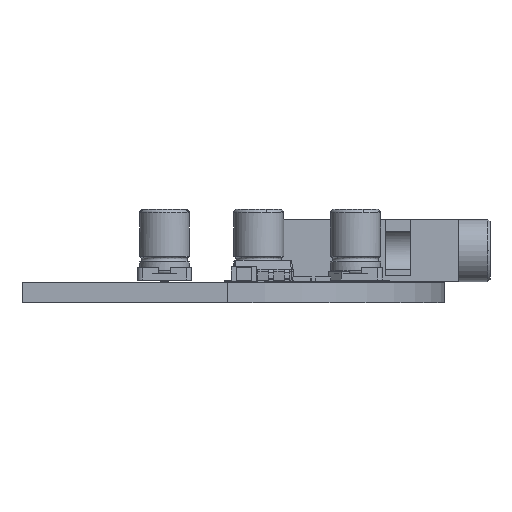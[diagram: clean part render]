
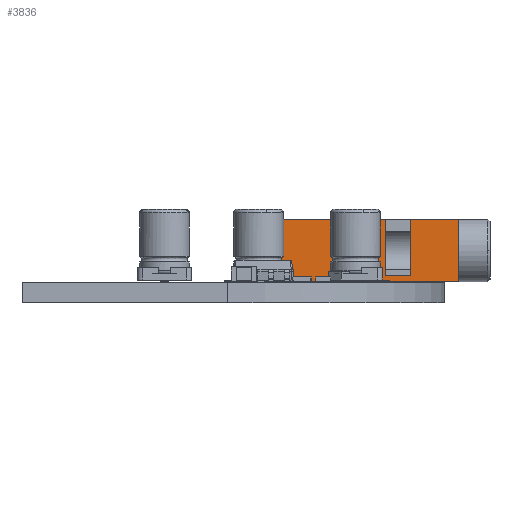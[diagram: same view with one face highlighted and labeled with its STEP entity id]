
A CAD part, left-side view. The second image highlights one B-rep face of the part: STEP entity #3836.
In plain terms, the highlighted face is planar.
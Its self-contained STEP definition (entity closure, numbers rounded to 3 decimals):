
#369 = PLANE('',#370);
#370 = AXIS2_PLACEMENT_3D('',#371,#372,#373);
#371 = CARTESIAN_POINT('',(0.,0.,3.));
#372 = DIRECTION('',(0.,1.,0.));
#373 = DIRECTION('',(0.,0.,1.));
#828 = PLANE('',#829);
#829 = AXIS2_PLACEMENT_3D('',#830,#831,#832);
#830 = CARTESIAN_POINT('',(5.85,0.5,-3.));
#831 = DIRECTION('',(1.,0.,0.));
#832 = DIRECTION('',(0.,0.,-1.));
#887 = PLANE('',#888);
#888 = AXIS2_PLACEMENT_3D('',#889,#890,#891);
#889 = CARTESIAN_POINT('',(3.85,0.5,-3.));
#890 = DIRECTION('',(-1.,0.,0.));
#891 = DIRECTION('',(0.,-1.,0.));
#1127 = PLANE('',#1128);
#1128 = AXIS2_PLACEMENT_3D('',#1129,#1130,#1131);
#1129 = CARTESIAN_POINT('',(0.,5.,3.));
#1130 = DIRECTION('',(1.,0.,0.));
#1131 = DIRECTION('',(0.,0.,-1.));
#1785 = PLANE('',#1786);
#1786 = AXIS2_PLACEMENT_3D('',#1787,#1788,#1789);
#1787 = CARTESIAN_POINT('',(14.5,5.,3.));
#1788 = DIRECTION('',(0.,-1.,0.));
#1789 = DIRECTION('',(1.,0.,0.));
#2159 = PLANE('',#2160);
#2160 = AXIS2_PLACEMENT_3D('',#2161,#2162,#2163);
#2161 = CARTESIAN_POINT('',(14.5,0.,3.));
#2162 = DIRECTION('',(-1.,0.,0.));
#2163 = DIRECTION('',(0.,0.,1.));
#3110 = VERTEX_POINT('',#3111);
#3111 = CARTESIAN_POINT('',(14.5,0.,-3.));
#3132 = EDGE_CURVE('',#3133,#3110,#3135,.T.);
#3133 = VERTEX_POINT('',#3134);
#3134 = CARTESIAN_POINT('',(0.,0.,-3.));
#3135 = SURFACE_CURVE('',#3136,(#3140,#3147),.PCURVE_S1.);
#3136 = LINE('',#3137,#3138);
#3137 = CARTESIAN_POINT('',(0.,0.,-3.));
#3138 = VECTOR('',#3139,1.);
#3139 = DIRECTION('',(1.,0.,0.));
#3140 = PCURVE('',#369,#3141);
#3141 = DEFINITIONAL_REPRESENTATION('',(#3142),#3146);
#3142 = LINE('',#3143,#3144);
#3143 = CARTESIAN_POINT('',(-6.,0.));
#3144 = VECTOR('',#3145,1.);
#3145 = DIRECTION('',(0.,1.));
#3146 = ( GEOMETRIC_REPRESENTATION_CONTEXT(2) 
PARAMETRIC_REPRESENTATION_CONTEXT() REPRESENTATION_CONTEXT('2D SPACE',''
  ) );
#3147 = PCURVE('',#3148,#3153);
#3148 = PLANE('',#3149);
#3149 = AXIS2_PLACEMENT_3D('',#3150,#3151,#3152);
#3150 = CARTESIAN_POINT('',(14.5,0.,-3.));
#3151 = DIRECTION('',(0.,0.,1.));
#3152 = DIRECTION('',(1.,0.,0.));
#3153 = DEFINITIONAL_REPRESENTATION('',(#3154),#3158);
#3154 = LINE('',#3155,#3156);
#3155 = CARTESIAN_POINT('',(-14.5,0.));
#3156 = VECTOR('',#3157,1.);
#3157 = DIRECTION('',(1.,0.));
#3158 = ( GEOMETRIC_REPRESENTATION_CONTEXT(2) 
PARAMETRIC_REPRESENTATION_CONTEXT() REPRESENTATION_CONTEXT('2D SPACE',''
  ) );
#3458 = EDGE_CURVE('',#3459,#3133,#3461,.T.);
#3459 = VERTEX_POINT('',#3460);
#3460 = CARTESIAN_POINT('',(0.,5.,-3.));
#3461 = SURFACE_CURVE('',#3462,(#3466,#3473),.PCURVE_S1.);
#3462 = LINE('',#3463,#3464);
#3463 = CARTESIAN_POINT('',(0.,5.,-3.));
#3464 = VECTOR('',#3465,1.);
#3465 = DIRECTION('',(0.,-1.,0.));
#3466 = PCURVE('',#1127,#3467);
#3467 = DEFINITIONAL_REPRESENTATION('',(#3468),#3472);
#3468 = LINE('',#3469,#3470);
#3469 = CARTESIAN_POINT('',(6.,0.));
#3470 = VECTOR('',#3471,1.);
#3471 = DIRECTION('',(0.,-1.));
#3472 = ( GEOMETRIC_REPRESENTATION_CONTEXT(2) 
PARAMETRIC_REPRESENTATION_CONTEXT() REPRESENTATION_CONTEXT('2D SPACE',''
  ) );
#3473 = PCURVE('',#3148,#3474);
#3474 = DEFINITIONAL_REPRESENTATION('',(#3475),#3479);
#3475 = LINE('',#3476,#3477);
#3476 = CARTESIAN_POINT('',(-14.5,5.));
#3477 = VECTOR('',#3478,1.);
#3478 = DIRECTION('',(0.,-1.));
#3479 = ( GEOMETRIC_REPRESENTATION_CONTEXT(2) 
PARAMETRIC_REPRESENTATION_CONTEXT() REPRESENTATION_CONTEXT('2D SPACE',''
  ) );
#3642 = VERTEX_POINT('',#3643);
#3643 = CARTESIAN_POINT('',(14.5,5.,-3.));
#3664 = EDGE_CURVE('',#3110,#3642,#3665,.T.);
#3665 = SURFACE_CURVE('',#3666,(#3670,#3677),.PCURVE_S1.);
#3666 = LINE('',#3667,#3668);
#3667 = CARTESIAN_POINT('',(14.5,0.,-3.));
#3668 = VECTOR('',#3669,1.);
#3669 = DIRECTION('',(0.,1.,0.));
#3670 = PCURVE('',#2159,#3671);
#3671 = DEFINITIONAL_REPRESENTATION('',(#3672),#3676);
#3672 = LINE('',#3673,#3674);
#3673 = CARTESIAN_POINT('',(-6.,0.));
#3674 = VECTOR('',#3675,1.);
#3675 = DIRECTION('',(0.,1.));
#3676 = ( GEOMETRIC_REPRESENTATION_CONTEXT(2) 
PARAMETRIC_REPRESENTATION_CONTEXT() REPRESENTATION_CONTEXT('2D SPACE',''
  ) );
#3677 = PCURVE('',#3148,#3678);
#3678 = DEFINITIONAL_REPRESENTATION('',(#3679),#3683);
#3679 = LINE('',#3680,#3681);
#3680 = CARTESIAN_POINT('',(0.,0.));
#3681 = VECTOR('',#3682,1.);
#3682 = DIRECTION('',(0.,1.));
#3683 = ( GEOMETRIC_REPRESENTATION_CONTEXT(2) 
PARAMETRIC_REPRESENTATION_CONTEXT() REPRESENTATION_CONTEXT('2D SPACE',''
  ) );
#3692 = VERTEX_POINT('',#3693);
#3693 = CARTESIAN_POINT('',(5.85,5.,-3.));
#3714 = EDGE_CURVE('',#3642,#3692,#3715,.T.);
#3715 = SURFACE_CURVE('',#3716,(#3720,#3727),.PCURVE_S1.);
#3716 = LINE('',#3717,#3718);
#3717 = CARTESIAN_POINT('',(14.5,5.,-3.));
#3718 = VECTOR('',#3719,1.);
#3719 = DIRECTION('',(-1.,0.,0.));
#3720 = PCURVE('',#1785,#3721);
#3721 = DEFINITIONAL_REPRESENTATION('',(#3722),#3726);
#3722 = LINE('',#3723,#3724);
#3723 = CARTESIAN_POINT('',(0.,-6.));
#3724 = VECTOR('',#3725,1.);
#3725 = DIRECTION('',(-1.,0.));
#3726 = ( GEOMETRIC_REPRESENTATION_CONTEXT(2) 
PARAMETRIC_REPRESENTATION_CONTEXT() REPRESENTATION_CONTEXT('2D SPACE',''
  ) );
#3727 = PCURVE('',#3148,#3728);
#3728 = DEFINITIONAL_REPRESENTATION('',(#3729),#3733);
#3729 = LINE('',#3730,#3731);
#3730 = CARTESIAN_POINT('',(0.,5.));
#3731 = VECTOR('',#3732,1.);
#3732 = DIRECTION('',(-1.,0.));
#3733 = ( GEOMETRIC_REPRESENTATION_CONTEXT(2) 
PARAMETRIC_REPRESENTATION_CONTEXT() REPRESENTATION_CONTEXT('2D SPACE',''
  ) );
#3763 = EDGE_CURVE('',#3764,#3459,#3766,.T.);
#3764 = VERTEX_POINT('',#3765);
#3765 = CARTESIAN_POINT('',(3.85,5.,-3.));
#3766 = SURFACE_CURVE('',#3767,(#3771,#3778),.PCURVE_S1.);
#3767 = LINE('',#3768,#3769);
#3768 = CARTESIAN_POINT('',(14.5,5.,-3.));
#3769 = VECTOR('',#3770,1.);
#3770 = DIRECTION('',(-1.,0.,0.));
#3771 = PCURVE('',#1785,#3772);
#3772 = DEFINITIONAL_REPRESENTATION('',(#3773),#3777);
#3773 = LINE('',#3774,#3775);
#3774 = CARTESIAN_POINT('',(0.,-6.));
#3775 = VECTOR('',#3776,1.);
#3776 = DIRECTION('',(-1.,0.));
#3777 = ( GEOMETRIC_REPRESENTATION_CONTEXT(2) 
PARAMETRIC_REPRESENTATION_CONTEXT() REPRESENTATION_CONTEXT('2D SPACE',''
  ) );
#3778 = PCURVE('',#3148,#3779);
#3779 = DEFINITIONAL_REPRESENTATION('',(#3780),#3784);
#3780 = LINE('',#3781,#3782);
#3781 = CARTESIAN_POINT('',(0.,5.));
#3782 = VECTOR('',#3783,1.);
#3783 = DIRECTION('',(-1.,0.));
#3784 = ( GEOMETRIC_REPRESENTATION_CONTEXT(2) 
PARAMETRIC_REPRESENTATION_CONTEXT() REPRESENTATION_CONTEXT('2D SPACE',''
  ) );
#3836 = ADVANCED_FACE('',(#3837),#3148,.F.);
#3837 = FACE_BOUND('',#3838,.F.);
#3838 = EDGE_LOOP('',(#3839,#3840,#3841,#3842,#3843,#3866,#3894,#3915));
#3839 = ORIENTED_EDGE('',*,*,#3458,.T.);
#3840 = ORIENTED_EDGE('',*,*,#3132,.T.);
#3841 = ORIENTED_EDGE('',*,*,#3664,.T.);
#3842 = ORIENTED_EDGE('',*,*,#3714,.T.);
#3843 = ORIENTED_EDGE('',*,*,#3844,.F.);
#3844 = EDGE_CURVE('',#3845,#3692,#3847,.T.);
#3845 = VERTEX_POINT('',#3846);
#3846 = CARTESIAN_POINT('',(5.85,0.5,-3.));
#3847 = SURFACE_CURVE('',#3848,(#3852,#3859),.PCURVE_S1.);
#3848 = LINE('',#3849,#3850);
#3849 = CARTESIAN_POINT('',(5.85,0.5,-3.));
#3850 = VECTOR('',#3851,1.);
#3851 = DIRECTION('',(0.,1.,0.));
#3852 = PCURVE('',#3148,#3853);
#3853 = DEFINITIONAL_REPRESENTATION('',(#3854),#3858);
#3854 = LINE('',#3855,#3856);
#3855 = CARTESIAN_POINT('',(-8.65,0.5));
#3856 = VECTOR('',#3857,1.);
#3857 = DIRECTION('',(0.,1.));
#3858 = ( GEOMETRIC_REPRESENTATION_CONTEXT(2) 
PARAMETRIC_REPRESENTATION_CONTEXT() REPRESENTATION_CONTEXT('2D SPACE',''
  ) );
#3859 = PCURVE('',#828,#3860);
#3860 = DEFINITIONAL_REPRESENTATION('',(#3861),#3865);
#3861 = LINE('',#3862,#3863);
#3862 = CARTESIAN_POINT('',(0.,0.));
#3863 = VECTOR('',#3864,1.);
#3864 = DIRECTION('',(0.,1.));
#3865 = ( GEOMETRIC_REPRESENTATION_CONTEXT(2) 
PARAMETRIC_REPRESENTATION_CONTEXT() REPRESENTATION_CONTEXT('2D SPACE',''
  ) );
#3866 = ORIENTED_EDGE('',*,*,#3867,.T.);
#3867 = EDGE_CURVE('',#3845,#3868,#3870,.T.);
#3868 = VERTEX_POINT('',#3869);
#3869 = CARTESIAN_POINT('',(3.85,0.5,-3.));
#3870 = SURFACE_CURVE('',#3871,(#3875,#3882),.PCURVE_S1.);
#3871 = LINE('',#3872,#3873);
#3872 = CARTESIAN_POINT('',(3.85,0.5,-3.));
#3873 = VECTOR('',#3874,1.);
#3874 = DIRECTION('',(-1.,0.,0.));
#3875 = PCURVE('',#3148,#3876);
#3876 = DEFINITIONAL_REPRESENTATION('',(#3877),#3881);
#3877 = LINE('',#3878,#3879);
#3878 = CARTESIAN_POINT('',(-10.65,0.5));
#3879 = VECTOR('',#3880,1.);
#3880 = DIRECTION('',(-1.,0.));
#3881 = ( GEOMETRIC_REPRESENTATION_CONTEXT(2) 
PARAMETRIC_REPRESENTATION_CONTEXT() REPRESENTATION_CONTEXT('2D SPACE',''
  ) );
#3882 = PCURVE('',#3883,#3888);
#3883 = PLANE('',#3884);
#3884 = AXIS2_PLACEMENT_3D('',#3885,#3886,#3887);
#3885 = CARTESIAN_POINT('',(3.85,0.5,-1.));
#3886 = DIRECTION('',(0.,1.,0.));
#3887 = DIRECTION('',(-1.,0.,0.));
#3888 = DEFINITIONAL_REPRESENTATION('',(#3889),#3893);
#3889 = LINE('',#3890,#3891);
#3890 = CARTESIAN_POINT('',(0.,-2.));
#3891 = VECTOR('',#3892,1.);
#3892 = DIRECTION('',(1.,0.));
#3893 = ( GEOMETRIC_REPRESENTATION_CONTEXT(2) 
PARAMETRIC_REPRESENTATION_CONTEXT() REPRESENTATION_CONTEXT('2D SPACE',''
  ) );
#3894 = ORIENTED_EDGE('',*,*,#3895,.T.);
#3895 = EDGE_CURVE('',#3868,#3764,#3896,.T.);
#3896 = SURFACE_CURVE('',#3897,(#3901,#3908),.PCURVE_S1.);
#3897 = LINE('',#3898,#3899);
#3898 = CARTESIAN_POINT('',(3.85,0.5,-3.));
#3899 = VECTOR('',#3900,1.);
#3900 = DIRECTION('',(0.,1.,0.));
#3901 = PCURVE('',#3148,#3902);
#3902 = DEFINITIONAL_REPRESENTATION('',(#3903),#3907);
#3903 = LINE('',#3904,#3905);
#3904 = CARTESIAN_POINT('',(-10.65,0.5));
#3905 = VECTOR('',#3906,1.);
#3906 = DIRECTION('',(0.,1.));
#3907 = ( GEOMETRIC_REPRESENTATION_CONTEXT(2) 
PARAMETRIC_REPRESENTATION_CONTEXT() REPRESENTATION_CONTEXT('2D SPACE',''
  ) );
#3908 = PCURVE('',#887,#3909);
#3909 = DEFINITIONAL_REPRESENTATION('',(#3910),#3914);
#3910 = LINE('',#3911,#3912);
#3911 = CARTESIAN_POINT('',(0.,0.));
#3912 = VECTOR('',#3913,1.);
#3913 = DIRECTION('',(-1.,0.));
#3914 = ( GEOMETRIC_REPRESENTATION_CONTEXT(2) 
PARAMETRIC_REPRESENTATION_CONTEXT() REPRESENTATION_CONTEXT('2D SPACE',''
  ) );
#3915 = ORIENTED_EDGE('',*,*,#3763,.T.);
